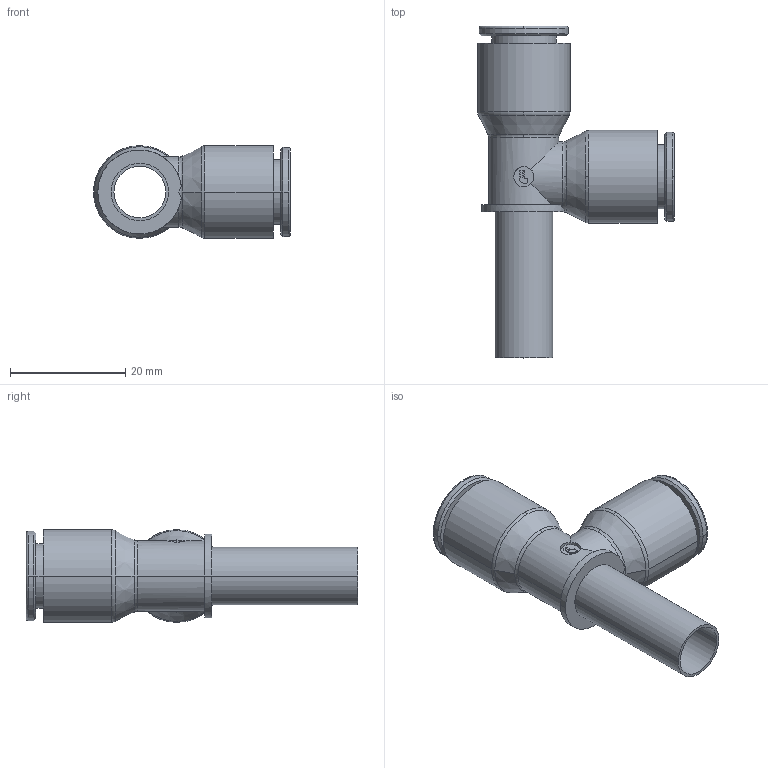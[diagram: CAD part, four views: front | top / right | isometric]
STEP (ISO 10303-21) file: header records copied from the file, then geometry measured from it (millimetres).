
FILE_DESCRIPTION(('STEP AP214'),'1');
FILE_NAME('6383_10_00WP2.stp','2016-07-07T14:17:45',('TraceParts'),('TraceParts S.A.'),'Spatial InterOp 3D',' ',' ');
FILE_SCHEMA(('automotive_design'));
Length unit declared in the file: millimetre
Products named in the file (1): 1
Bounding box: 34.25 x 57.7 x 16.1 mm (x, y, z)
Volume: 5079.3 mm3; surface area: 6228.6 mm2
Topology: 1 solids, 1 shells, 81 faces, 217 edges, 143 vertices
Faces by surface type: cylinder 34, plane 26, torus 12, cone 8, sphere 1
Entity records: 2806 total; most frequent: CARTESIAN_POINT 670, DIRECTION 485, ORIENTED_EDGE 430, EDGE_CURVE 215, AXIS2_PLACEMENT_3D 202, VERTEX_POINT 143, CIRCLE 114, EDGE_LOOP 92
